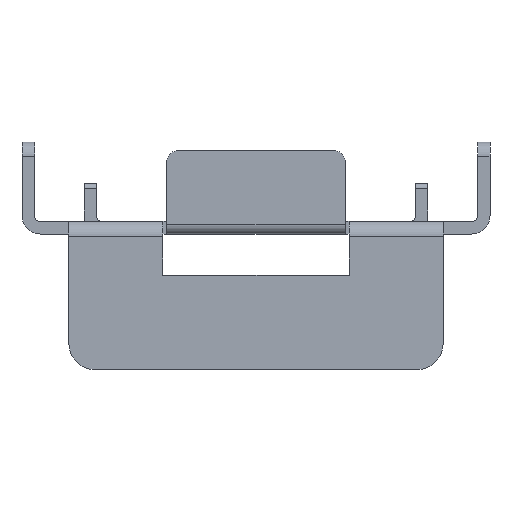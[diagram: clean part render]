
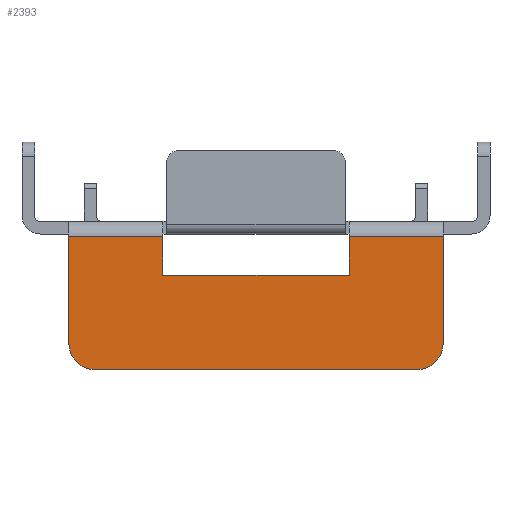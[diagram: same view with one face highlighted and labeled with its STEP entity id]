
A CAD part, left-side view. The second image highlights one B-rep face of the part: STEP entity #2393.
In plain terms, the highlighted planar face has unit normal (-1, 0, 0).
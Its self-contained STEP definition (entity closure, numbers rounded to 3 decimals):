
#122=CIRCLE('',#2579,1.069);
#123=CIRCLE('',#2580,1.069);
#454=ORIENTED_EDGE('',*,*,#1122,.F.);
#455=ORIENTED_EDGE('',*,*,#1137,.T.);
#456=ORIENTED_EDGE('',*,*,#1138,.F.);
#457=ORIENTED_EDGE('',*,*,#1135,.T.);
#458=ORIENTED_EDGE('',*,*,#1139,.T.);
#459=ORIENTED_EDGE('',*,*,#1140,.T.);
#460=ORIENTED_EDGE('',*,*,#1141,.T.);
#461=ORIENTED_EDGE('',*,*,#1045,.T.);
#462=ORIENTED_EDGE('',*,*,#1142,.T.);
#463=ORIENTED_EDGE('',*,*,#1143,.T.);
#1045=EDGE_CURVE('',#1406,#1407,#1635,.T.);
#1122=EDGE_CURVE('',#1458,#1459,#1686,.T.);
#1135=EDGE_CURVE('',#1467,#1466,#1694,.T.);
#1137=EDGE_CURVE('',#1458,#1468,#122,.F.);
#1138=EDGE_CURVE('',#1467,#1468,#1695,.T.);
#1139=EDGE_CURVE('',#1466,#1469,#1696,.T.);
#1140=EDGE_CURVE('',#1469,#1470,#1697,.T.);
#1141=EDGE_CURVE('',#1470,#1406,#1698,.T.);
#1142=EDGE_CURVE('',#1407,#1471,#1699,.T.);
#1143=EDGE_CURVE('',#1471,#1459,#123,.F.);
#1406=VERTEX_POINT('',#3706);
#1407=VERTEX_POINT('',#3707);
#1458=VERTEX_POINT('',#3850);
#1459=VERTEX_POINT('',#3852);
#1466=VERTEX_POINT('',#3874);
#1467=VERTEX_POINT('',#3876);
#1468=VERTEX_POINT('',#3880);
#1469=VERTEX_POINT('',#3883);
#1470=VERTEX_POINT('',#3885);
#1471=VERTEX_POINT('',#3888);
#1635=LINE('',#3705,#1907);
#1686=LINE('',#3851,#1958);
#1694=LINE('',#3875,#1966);
#1695=LINE('',#3881,#1967);
#1696=LINE('',#3882,#1968);
#1697=LINE('',#3884,#1969);
#1698=LINE('',#3886,#1970);
#1699=LINE('',#3887,#1971);
#1907=VECTOR('',#2900,1000.);
#1958=VECTOR('',#3035,1000.);
#1966=VECTOR('',#3059,1000.);
#1967=VECTOR('',#3066,1000.);
#1968=VECTOR('',#3067,1000.);
#1969=VECTOR('',#3068,1000.);
#1970=VECTOR('',#3069,1000.);
#1971=VECTOR('',#3070,1000.);
#2087=EDGE_LOOP('',(#454,#455,#456,#457,#458,#459,#460,#461,#462,#463));
#2205=FACE_BOUND('',#2087,.T.);
#2315=PLANE('',#2578);
#2393=ADVANCED_FACE('',(#2205),#2315,.F.);
#2578=AXIS2_PLACEMENT_3D('',#3878,#3062,#3063);
#2579=AXIS2_PLACEMENT_3D('',#3879,#3064,#3065);
#2580=AXIS2_PLACEMENT_3D('',#3889,#3071,#3072);
#2900=DIRECTION('',(0.,1.,0.));
#3035=DIRECTION('',(0.,1.,0.));
#3059=DIRECTION('',(0.,1.,0.));
#3062=DIRECTION('',(1.,0.,0.));
#3063=DIRECTION('',(0.,0.,-1.));
#3064=DIRECTION('',(1.,0.,0.));
#3065=DIRECTION('',(0.,0.,-1.));
#3066=DIRECTION('',(0.,0.,-1.));
#3067=DIRECTION('',(0.,0.,-1.));
#3068=DIRECTION('',(0.,1.,0.));
#3069=DIRECTION('',(0.,0.,1.));
#3070=DIRECTION('',(0.,0.,-1.));
#3071=DIRECTION('',(1.,0.,0.));
#3072=DIRECTION('',(0.,0.,-1.));
#3705=CARTESIAN_POINT('',(-7.62,-7.515,-3.803));
#3706=CARTESIAN_POINT('',(-7.62,3.739,-3.803));
#3707=CARTESIAN_POINT('',(-7.62,7.515,-3.803));
#3850=CARTESIAN_POINT('',(-7.62,-6.446,-9.144));
#3851=CARTESIAN_POINT('',(-7.62,-7.515,-9.144));
#3852=CARTESIAN_POINT('',(-7.62,6.446,-9.144));
#3874=CARTESIAN_POINT('',(-7.62,-3.739,-3.803));
#3875=CARTESIAN_POINT('',(-7.62,-7.515,-3.803));
#3876=CARTESIAN_POINT('',(-7.62,-7.515,-3.803));
#3878=CARTESIAN_POINT('',(-7.62,-7.515,-3.803));
#3879=CARTESIAN_POINT('',(-7.62,-6.446,-8.075));
#3880=CARTESIAN_POINT('',(-7.62,-7.515,-8.075));
#3881=CARTESIAN_POINT('',(-7.62,-7.515,-3.803));
#3882=CARTESIAN_POINT('',(-7.62,-3.739,-3.803));
#3883=CARTESIAN_POINT('',(-7.62,-3.739,-5.34));
#3884=CARTESIAN_POINT('',(-7.62,-7.515,-5.34));
#3885=CARTESIAN_POINT('',(-7.62,3.739,-5.34));
#3886=CARTESIAN_POINT('',(-7.62,3.739,-3.803));
#3887=CARTESIAN_POINT('',(-7.62,7.515,-3.803));
#3888=CARTESIAN_POINT('',(-7.62,7.515,-8.075));
#3889=CARTESIAN_POINT('',(-7.62,6.446,-8.075));
